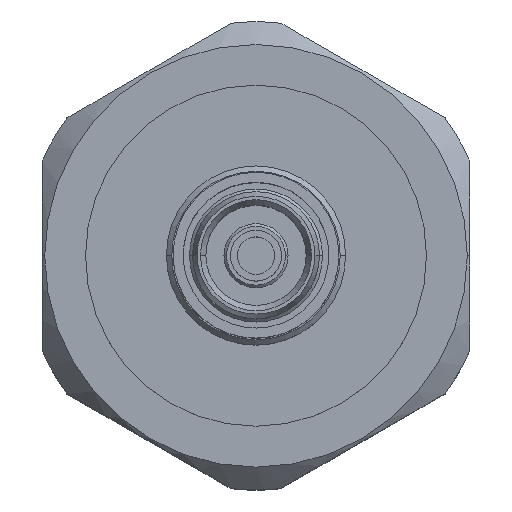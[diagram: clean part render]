
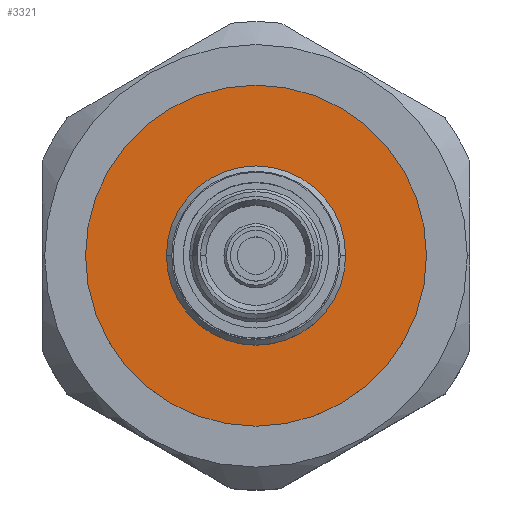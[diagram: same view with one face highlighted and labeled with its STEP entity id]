
A CAD part, top view. The second image highlights one B-rep face of the part: STEP entity #3321.
In plain terms, the highlighted planar face has unit normal (0, 0, 1).
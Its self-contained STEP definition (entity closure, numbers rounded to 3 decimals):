
#104 = DIRECTION ( 'NONE',  ( 0., 0., 1. ) ) ;
#191 = CIRCLE ( 'NONE', #1618, 12.75 ) ;
#225 = CARTESIAN_POINT ( 'NONE',  ( -12.75, 0., 6.3 ) ) ;
#360 = CARTESIAN_POINT ( 'NONE',  ( 12.75, 0., 6.3 ) ) ;
#393 = EDGE_CURVE ( 'NONE', #879, #683, #1897, .T. ) ;
#436 = AXIS2_PLACEMENT_3D ( 'NONE', #3241, #104, #1942 ) ;
#484 = CARTESIAN_POINT ( 'NONE',  ( 0., 0., 6.3 ) ) ;
#668 = PLANE ( 'NONE',  #1060 ) ;
#683 = VERTEX_POINT ( 'NONE', #987 ) ;
#785 = DIRECTION ( 'NONE',  ( 0., 0., -1. ) ) ;
#801 = ORIENTED_EDGE ( 'NONE', *, *, #2094, .F. ) ;
#879 = VERTEX_POINT ( 'NONE', #1341 ) ;
#987 = CARTESIAN_POINT ( 'NONE',  ( -6.35, 0., 6.3 ) ) ;
#1049 = DIRECTION ( 'NONE',  ( -1., 0., 0. ) ) ;
#1060 = AXIS2_PLACEMENT_3D ( 'NONE', #1447, #1458, #2810 ) ;
#1174 = AXIS2_PLACEMENT_3D ( 'NONE', #2872, #1343, #2611 ) ;
#1186 = ORIENTED_EDGE ( 'NONE', *, *, #393, .F. ) ;
#1208 = EDGE_CURVE ( 'NONE', #1430, #2901, #2505, .T. ) ;
#1293 = CARTESIAN_POINT ( 'NONE',  ( 0., 0., 6.3 ) ) ;
#1331 = FACE_OUTER_BOUND ( 'NONE', #2767, .T. ) ;
#1341 = CARTESIAN_POINT ( 'NONE',  ( 6.35, 0., 6.3 ) ) ;
#1343 = DIRECTION ( 'NONE',  ( 0., 0., -1. ) ) ;
#1410 = FACE_BOUND ( 'NONE', #2277, .T. ) ;
#1430 = VERTEX_POINT ( 'NONE', #360 ) ;
#1447 = CARTESIAN_POINT ( 'NONE',  ( 0., 12.75, 6.3 ) ) ;
#1458 = DIRECTION ( 'NONE',  ( 0., 0., -1. ) ) ;
#1618 = AXIS2_PLACEMENT_3D ( 'NONE', #484, #785, #1049 ) ;
#1810 = DIRECTION ( 'NONE',  ( 0., 0., 1. ) ) ;
#1897 = CIRCLE ( 'NONE', #2760, 6.35 ) ;
#1942 = DIRECTION ( 'NONE',  ( -1., 0., 0. ) ) ;
#2094 = EDGE_CURVE ( 'NONE', #683, #879, #3312, .T. ) ;
#2120 = ORIENTED_EDGE ( 'NONE', *, *, #1208, .F. ) ;
#2254 = ORIENTED_EDGE ( 'NONE', *, *, #2302, .F. ) ;
#2277 = EDGE_LOOP ( 'NONE', ( #801, #1186 ) ) ;
#2302 = EDGE_CURVE ( 'NONE', #2901, #1430, #191, .T. ) ;
#2505 = CIRCLE ( 'NONE', #1174, 12.75 ) ;
#2611 = DIRECTION ( 'NONE',  ( -1., 0., 0. ) ) ;
#2760 = AXIS2_PLACEMENT_3D ( 'NONE', #1293, #1810, #2838 ) ;
#2767 = EDGE_LOOP ( 'NONE', ( #2254, #2120 ) ) ;
#2810 = DIRECTION ( 'NONE',  ( -1., 0., 0. ) ) ;
#2838 = DIRECTION ( 'NONE',  ( -1., 0., 0. ) ) ;
#2872 = CARTESIAN_POINT ( 'NONE',  ( 0., 0., 6.3 ) ) ;
#2901 = VERTEX_POINT ( 'NONE', #225 ) ;
#3241 = CARTESIAN_POINT ( 'NONE',  ( 0., 0., 6.3 ) ) ;
#3312 = CIRCLE ( 'NONE', #436, 6.35 ) ;
#3321 = ADVANCED_FACE ( 'NONE', ( #1410, #1331 ), #668, .F. ) ;
